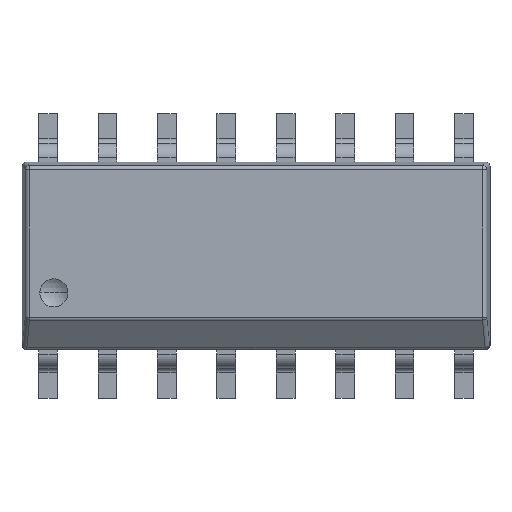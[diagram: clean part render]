
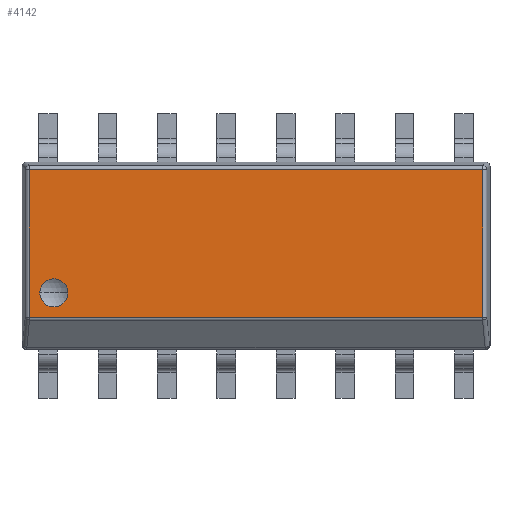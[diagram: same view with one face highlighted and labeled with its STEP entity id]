
A CAD part, top view. The second image highlights one B-rep face of the part: STEP entity #4142.
In plain terms, the highlighted planar face has unit normal (0, 0, 1).
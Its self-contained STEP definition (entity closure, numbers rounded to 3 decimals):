
#3635 = VERTEX_POINT('',#3636);
#3636 = CARTESIAN_POINT('',(-4.02,-0.791,1.65));
#3642 = EDGE_CURVE('',#3643,#3635,#3645,.T.);
#3643 = VERTEX_POINT('',#3644);
#3644 = CARTESIAN_POINT('',(-4.62,-0.791,1.65));
#3645 = CIRCLE('',#3646,0.3);
#3646 = AXIS2_PLACEMENT_3D('',#3647,#3648,#3649);
#3647 = CARTESIAN_POINT('',(-4.32,-0.791,1.65));
#3648 = DIRECTION('',(0.,0.,1.));
#3649 = DIRECTION('',(1.,0.,-0.));
#4142 = ADVANCED_FACE('',(#4143,#4153),#4187,.T.);
#4143 = FACE_BOUND('',#4144,.T.);
#4144 = EDGE_LOOP('',(#4145,#4152));
#4145 = ORIENTED_EDGE('',*,*,#4146,.F.);
#4146 = EDGE_CURVE('',#3635,#3643,#4147,.T.);
#4147 = CIRCLE('',#4148,0.3);
#4148 = AXIS2_PLACEMENT_3D('',#4149,#4150,#4151);
#4149 = CARTESIAN_POINT('',(-4.32,-0.791,1.65));
#4150 = DIRECTION('',(0.,0.,1.));
#4151 = DIRECTION('',(1.,0.,-0.));
#4152 = ORIENTED_EDGE('',*,*,#3642,.F.);
#4153 = FACE_BOUND('',#4154,.T.);
#4154 = EDGE_LOOP('',(#4155,#4165,#4173,#4181));
#4155 = ORIENTED_EDGE('',*,*,#4156,.T.);
#4156 = EDGE_CURVE('',#4157,#4159,#4161,.T.);
#4157 = VERTEX_POINT('',#4158);
#4158 = CARTESIAN_POINT('',(-4.841,1.841,1.65));
#4159 = VERTEX_POINT('',#4160);
#4160 = CARTESIAN_POINT('',(-4.841,-1.315,1.65));
#4161 = LINE('',#4162,#4163);
#4162 = CARTESIAN_POINT('',(-4.841,-2.,1.65));
#4163 = VECTOR('',#4164,1.);
#4164 = DIRECTION('',(0.,-1.,0.));
#4165 = ORIENTED_EDGE('',*,*,#4166,.T.);
#4166 = EDGE_CURVE('',#4159,#4167,#4169,.T.);
#4167 = VERTEX_POINT('',#4168);
#4168 = CARTESIAN_POINT('',(4.841,-1.315,1.65));
#4169 = LINE('',#4170,#4171);
#4170 = CARTESIAN_POINT('',(-5.,-1.315,1.65));
#4171 = VECTOR('',#4172,1.);
#4172 = DIRECTION('',(1.,-0.,0.));
#4173 = ORIENTED_EDGE('',*,*,#4174,.T.);
#4174 = EDGE_CURVE('',#4167,#4175,#4177,.T.);
#4175 = VERTEX_POINT('',#4176);
#4176 = CARTESIAN_POINT('',(4.841,1.841,1.65));
#4177 = LINE('',#4178,#4179);
#4178 = CARTESIAN_POINT('',(4.841,-2.,1.65));
#4179 = VECTOR('',#4180,1.);
#4180 = DIRECTION('',(0.,1.,0.));
#4181 = ORIENTED_EDGE('',*,*,#4182,.T.);
#4182 = EDGE_CURVE('',#4175,#4157,#4183,.T.);
#4183 = LINE('',#4184,#4185);
#4184 = CARTESIAN_POINT('',(-5.,1.841,1.65));
#4185 = VECTOR('',#4186,1.);
#4186 = DIRECTION('',(-1.,0.,-0.));
#4187 = PLANE('',#4188);
#4188 = AXIS2_PLACEMENT_3D('',#4189,#4190,#4191);
#4189 = CARTESIAN_POINT('',(-5.,-2.,1.65));
#4190 = DIRECTION('',(-0.,0.,1.));
#4191 = DIRECTION('',(1.,0.,0.));
